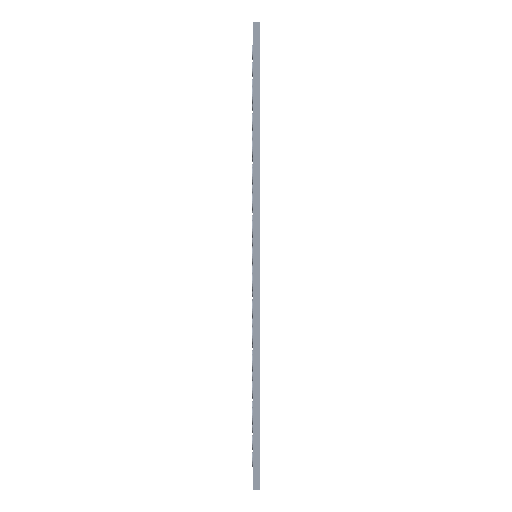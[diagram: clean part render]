
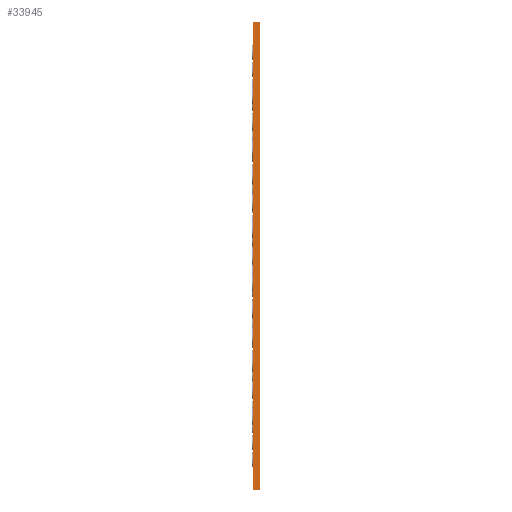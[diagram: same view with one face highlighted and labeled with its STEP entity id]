
A CAD part, left-side view. The second image highlights one B-rep face of the part: STEP entity #33945.
In plain terms, the highlighted planar face has unit normal (-1, 0, 0).
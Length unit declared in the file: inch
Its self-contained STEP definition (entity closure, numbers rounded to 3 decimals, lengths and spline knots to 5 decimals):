
#251=LINE('',#59623,#471);
#252=LINE('',#59625,#472);
#253=LINE('',#59627,#473);
#254=LINE('',#59628,#474);
#471=VECTOR('',#50677,0.3937);
#472=VECTOR('',#50678,0.3937);
#473=VECTOR('',#50679,0.3937);
#474=VECTOR('',#50680,0.3937);
#1311=PLANE('',#39467);
#7489=FACE_OUTER_BOUND('',#12133,.T.);
#12133=EDGE_LOOP('',(#28369,#28370,#28371,#28372));
#20001=VERTEX_POINT('',#59621);
#20002=VERTEX_POINT('',#59622);
#20003=VERTEX_POINT('',#59624);
#20004=VERTEX_POINT('',#59626);
#23329=EDGE_CURVE('',#20001,#20002,#251,.T.);
#23330=EDGE_CURVE('',#20002,#20003,#252,.T.);
#23331=EDGE_CURVE('',#20004,#20003,#253,.T.);
#23332=EDGE_CURVE('',#20001,#20004,#254,.T.);
#28369=ORIENTED_EDGE('',*,*,#23329,.T.);
#28370=ORIENTED_EDGE('',*,*,#23330,.T.);
#28371=ORIENTED_EDGE('',*,*,#23331,.F.);
#28372=ORIENTED_EDGE('',*,*,#23332,.F.);
#33945=ADVANCED_FACE('',(#7489),#1311,.T.);
#39467=AXIS2_PLACEMENT_3D('',#59620,#50675,#50676);
#50675=DIRECTION('center_axis',(-1.,0.,0.));
#50676=DIRECTION('ref_axis',(0.,0.,1.));
#50677=DIRECTION('',(0.,0.,1.));
#50678=DIRECTION('',(0.,1.,0.));
#50679=DIRECTION('',(0.,0.,1.));
#50680=DIRECTION('',(0.,1.,0.));
#59620=CARTESIAN_POINT('Origin',(0.,0.,-2.75591));
#59621=CARTESIAN_POINT('',(0.,0.,-2.75591));
#59622=CARTESIAN_POINT('',(0.,0.,0.));
#59623=CARTESIAN_POINT('',(0.,0.,-2.75591));
#59624=CARTESIAN_POINT('',(0.,0.03937,0.));
#59625=CARTESIAN_POINT('',(0.,0.,0.));
#59626=CARTESIAN_POINT('',(0.,0.03937,-2.75591));
#59627=CARTESIAN_POINT('',(0.,0.03937,-2.75591));
#59628=CARTESIAN_POINT('',(0.,0.,-2.75591));
